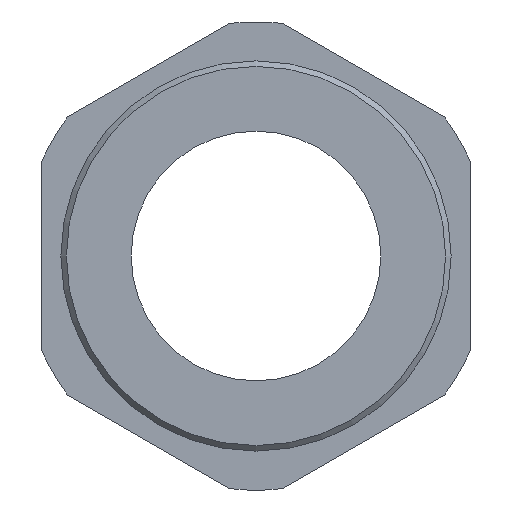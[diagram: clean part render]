
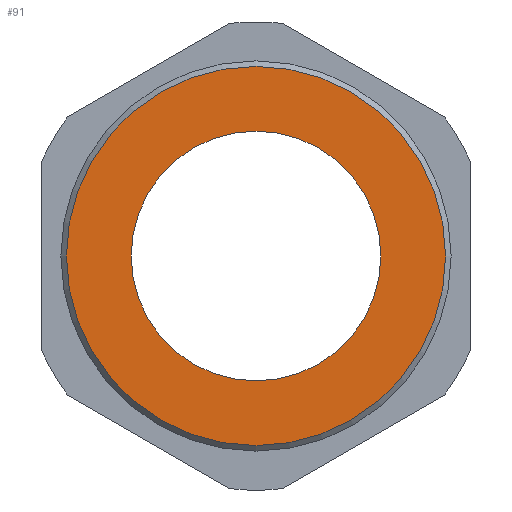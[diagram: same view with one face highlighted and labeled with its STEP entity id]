
A CAD part, left-side view. The second image highlights one B-rep face of the part: STEP entity #91.
In plain terms, the highlighted planar face has unit normal (-1, 0, 0).
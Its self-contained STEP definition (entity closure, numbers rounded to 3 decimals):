
#91 = ADVANCED_FACE( '', ( #189, #190 ), #191, .F. );
#189 = FACE_OUTER_BOUND( '', #346, .T. );
#190 = FACE_BOUND( '', #347, .T. );
#191 = PLANE( '', #348 );
#346 = EDGE_LOOP( '', ( #627 ) );
#347 = EDGE_LOOP( '', ( #628 ) );
#348 = AXIS2_PLACEMENT_3D( '', #629, #630, #631 );
#627 = ORIENTED_EDGE( '', *, *, #1049, .F. );
#628 = ORIENTED_EDGE( '', *, *, #1050, .T. );
#629 = CARTESIAN_POINT( '', ( -53., 0., 0. ) );
#630 = DIRECTION( '', ( 1., 0., 0. ) );
#631 = DIRECTION( '', ( 0., 0., -1. ) );
#1049 = EDGE_CURVE( '', #1278, #1278, #1279, .T. );
#1050 = EDGE_CURVE( '', #1280, #1280, #1281, .T. );
#1278 = VERTEX_POINT( '', #1581 );
#1279 = CIRCLE( '', #1582, 24.293 );
#1280 = VERTEX_POINT( '', #1583 );
#1281 = CIRCLE( '', #1584, 16. );
#1581 = CARTESIAN_POINT( '', ( -53., 0., -24.293 ) );
#1582 = AXIS2_PLACEMENT_3D( '', #1882, #1883, #1884 );
#1583 = CARTESIAN_POINT( '', ( -53., 0., -16. ) );
#1584 = AXIS2_PLACEMENT_3D( '', #1885, #1886, #1887 );
#1882 = CARTESIAN_POINT( '', ( -53., 0., 0. ) );
#1883 = DIRECTION( '', ( 1., 0., 0. ) );
#1884 = DIRECTION( '', ( 0., 0., -1. ) );
#1885 = CARTESIAN_POINT( '', ( -53., 0., 0. ) );
#1886 = DIRECTION( '', ( 1., 0., 0. ) );
#1887 = DIRECTION( '', ( 0., 0., -1. ) );
